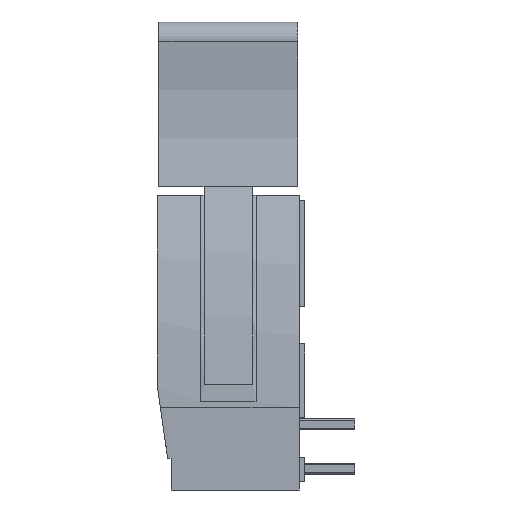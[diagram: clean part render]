
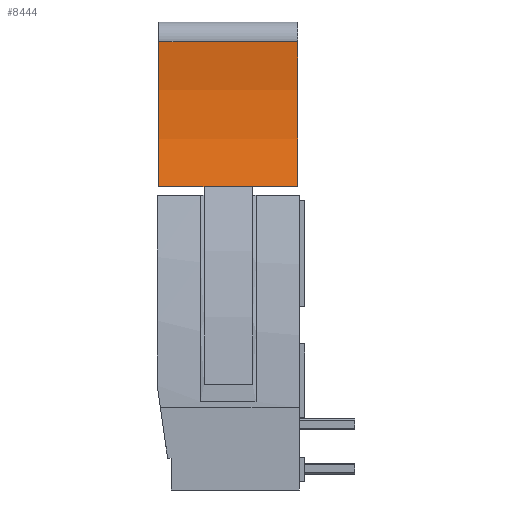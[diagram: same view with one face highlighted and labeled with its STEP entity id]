
A CAD part, left-side view. The second image highlights one B-rep face of the part: STEP entity #8444.
In plain terms, the highlighted cylindrical face has radius 20 mm (diameter 40 mm), a partial arc.
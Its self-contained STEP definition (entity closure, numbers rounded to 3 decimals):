
#208 = VERTEX_POINT ( 'NONE', #2446 ) ;
#303 = ORIENTED_EDGE ( 'NONE', *, *, #3212, .T. ) ;
#313 = EDGE_CURVE ( 'NONE', #3140, #525, #2619, .T. ) ;
#525 = VERTEX_POINT ( 'NONE', #3170 ) ;
#685 = EDGE_CURVE ( 'NONE', #208, #10428, #3543, .T. ) ;
#860 = EDGE_CURVE ( 'NONE', #896, #3140, #3992, .T. ) ;
#896 = VERTEX_POINT ( 'NONE', #4129 ) ;
#920 = ORIENTED_EDGE ( 'NONE', *, *, #685, .F. ) ;
#997 = ORIENTED_EDGE ( 'NONE', *, *, #1062, .F. ) ;
#1052 = EDGE_CURVE ( 'NONE', #525, #1705, #4499, .T. ) ;
#1062 = EDGE_CURVE ( 'NONE', #896, #208, #4551, .T. ) ;
#1705 = VERTEX_POINT ( 'NONE', #7356 ) ;
#2446 = CARTESIAN_POINT ( 'NONE',  ( -12.785, 0.4, 12.357 ) ) ;
#2619 = LINE ( 'NONE', #2620, #2621 ) ;
#2620 = CARTESIAN_POINT ( 'NONE',  ( -13.351, 8.4, 4. ) ) ;
#2621 = VECTOR ( 'NONE', #2622, 1000. ) ;
#2622 = DIRECTION ( 'NONE',  ( 0., -1., 0. ) ) ;
#3140 = VERTEX_POINT ( 'NONE', #10052 ) ;
#3170 = CARTESIAN_POINT ( 'NONE',  ( -13.351, 5.8, 4. ) ) ;
#3212 = EDGE_CURVE ( 'NONE', #1705, #10428, #10080, .T. ) ;
#3543 = CIRCLE ( 'NONE', #3544, 20. ) ;
#3544 = AXIS2_PLACEMENT_3D ( 'NONE', #3545, #3546, #3547 ) ;
#3545 = CARTESIAN_POINT ( 'NONE',  ( -32.58, 0.4, 9.5 ) ) ;
#3546 = DIRECTION ( 'NONE',  ( 0., 1., 0. ) ) ;
#3547 = DIRECTION ( 'NONE',  ( 0., 0., 1. ) ) ;
#3992 = CIRCLE ( 'NONE', #3993, 20. ) ;
#3993 = AXIS2_PLACEMENT_3D ( 'NONE', #3994, #3995, #3998 ) ;
#3994 = CARTESIAN_POINT ( 'NONE',  ( -32.58, 8.4, 9.5 ) ) ;
#3995 = DIRECTION ( 'NONE',  ( 0., 1., 0. ) ) ;
#3998 = DIRECTION ( 'NONE',  ( 0., 0., 1. ) ) ;
#4129 = CARTESIAN_POINT ( 'NONE',  ( -12.785, 8.4, 12.357 ) ) ;
#4499 = LINE ( 'NONE', #4500, #4501 ) ;
#4500 = CARTESIAN_POINT ( 'NONE',  ( -13.351, 5.8, 4. ) ) ;
#4501 = VECTOR ( 'NONE', #4502, 1000. ) ;
#4502 = DIRECTION ( 'NONE',  ( 0., -1., 0. ) ) ;
#4551 = LINE ( 'NONE', #4552, #4553 ) ;
#4552 = CARTESIAN_POINT ( 'NONE',  ( -12.785, 8.4, 12.357 ) ) ;
#4553 = VECTOR ( 'NONE', #4554, 1000. ) ;
#4554 = DIRECTION ( 'NONE',  ( 0., -1., 0. ) ) ;
#6477 = FACE_OUTER_BOUND ( 'NONE', #8760, .T. ) ;
#6478 = CYLINDRICAL_SURFACE ( 'NONE', #6480, 20. ) ;
#6480 = AXIS2_PLACEMENT_3D ( 'NONE', #6481, #6482, #6483 ) ;
#6481 = CARTESIAN_POINT ( 'NONE',  ( -32.58, 8.4, 9.5 ) ) ;
#6482 = DIRECTION ( 'NONE',  ( 0., -1., 0. ) ) ;
#6483 = DIRECTION ( 'NONE',  ( 0., 0., -1. ) ) ;
#7356 = CARTESIAN_POINT ( 'NONE',  ( -13.351, 3., 4. ) ) ;
#8114 = CARTESIAN_POINT ( 'NONE',  ( -13.351, 0.4, 4. ) ) ;
#8444 = ADVANCED_FACE ( 'NONE', ( #6477 ), #6478, .F. ) ;
#8760 = EDGE_LOOP ( 'NONE', ( #920, #997, #10519, #11089, #11375, #303 ) ) ;
#10052 = CARTESIAN_POINT ( 'NONE',  ( -13.351, 8.4, 4. ) ) ;
#10080 = LINE ( 'NONE', #10081, #10082 ) ;
#10081 = CARTESIAN_POINT ( 'NONE',  ( -13.351, 8.4, 4. ) ) ;
#10082 = VECTOR ( 'NONE', #10083, 1000. ) ;
#10083 = DIRECTION ( 'NONE',  ( 0., -1., 0. ) ) ;
#10428 = VERTEX_POINT ( 'NONE', #8114 ) ;
#10519 = ORIENTED_EDGE ( 'NONE', *, *, #860, .T. ) ;
#11089 = ORIENTED_EDGE ( 'NONE', *, *, #313, .T. ) ;
#11375 = ORIENTED_EDGE ( 'NONE', *, *, #1052, .T. ) ;
